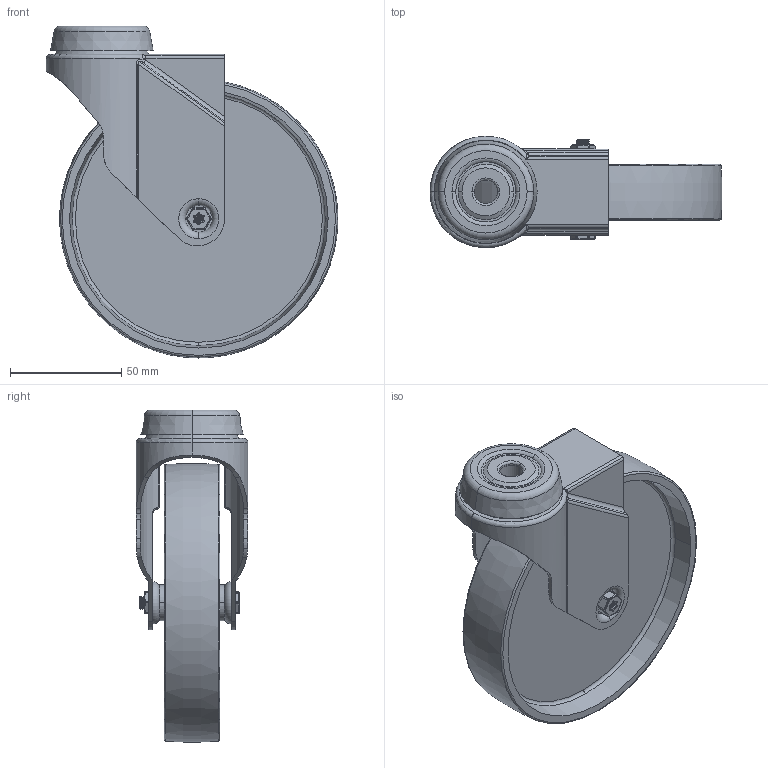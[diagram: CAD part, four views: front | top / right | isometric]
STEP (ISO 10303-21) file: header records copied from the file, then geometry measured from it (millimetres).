
FILE_DESCRIPTION(('STEP AP203'),'1');
FILE_NAME('BZRA125NYBH10.STEP','2023-06-14T13:24:55',(' '),(' '),'Spatial InterOp 3D',' ',' ');
FILE_SCHEMA(('CONFIG_CONTROL_DESIGN'));
Length unit declared in the file: metre
Products named in the file (12): BZRA125ASBH10; ZINC PLATED PRESSED STEEL FORKS; ZINC PLATED PRESSED STEEL HEAD; BZRA125NYBH10; BZL125WNY; NYLON WHEEL; TUBEM8X30; ZINC PLATED AXLE TUBE; BOLTBZRA6MM; ZINC PLATED AXLE BOLT; NM6GR8HALFGR8; ZINC PLATED LOCKING NUT
Assembly tree (11 placements, depth 3):
  BZRA125NYBH10
    BZRA125ASBH10
      ZINC PLATED PRESSED STEEL FORKS
      ZINC PLATED PRESSED STEEL HEAD
    BZL125WNY
      NYLON WHEEL
    TUBEM8X30
      ZINC PLATED AXLE TUBE
    BOLTBZRA6MM
      ZINC PLATED AXLE BOLT
    NM6GR8HALFGR8
      ZINC PLATED LOCKING NUT
Bounding box: 130.87 x 50 x 148.95 mm (x, y, z)
Volume: 137597.4 mm3; surface area: 78097 mm2
Topology: 6 solids, 6 shells, 383 faces, 956 edges, 596 vertices
Faces by surface type: cylinder 169, torus 76, plane 59, bspline 41, cone 36, sphere 2
Entity records: 33677 total; most frequent: CARTESIAN_POINT 24003, DIRECTION 1974, ORIENTED_EDGE 1896, EDGE_CURVE 948, AXIS2_PLACEMENT_3D 860, VERTEX_POINT 596, CIRCLE 475, EDGE_LOOP 416
